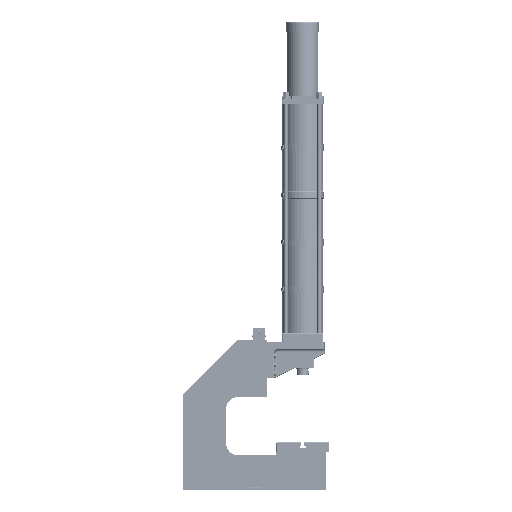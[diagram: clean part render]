
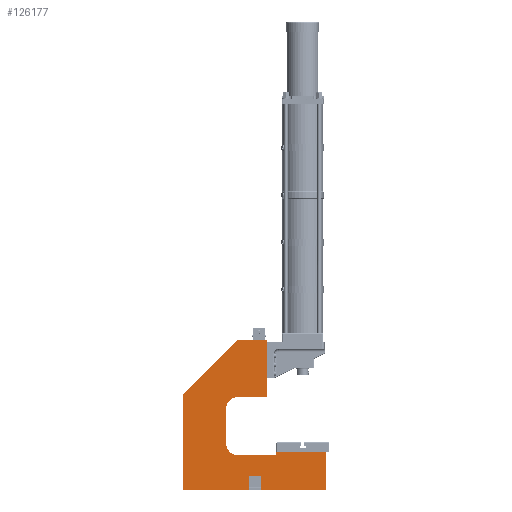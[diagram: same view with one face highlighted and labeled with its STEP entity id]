
A CAD part, left-side view. The second image highlights one B-rep face of the part: STEP entity #126177.
In plain terms, the highlighted face is planar.
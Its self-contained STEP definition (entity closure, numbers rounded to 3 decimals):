
#6434=LINE($,#179533,#18038);
#6560=LINE($,#179895,#18164);
#6664=LINE($,#180151,#18268);
#6671=LINE($,#180176,#18275);
#6677=LINE($,#180187,#18281);
#6678=LINE($,#180190,#18282);
#6679=LINE($,#180191,#18283);
#6680=LINE($,#180193,#18284);
#6681=LINE($,#180197,#18285);
#6682=LINE($,#180201,#18286);
#6683=LINE($,#180205,#18287);
#6684=LINE($,#180206,#18288);
#6685=LINE($,#180208,#18289);
#6686=LINE($,#180210,#18290);
#6687=LINE($,#180211,#18291);
#18038=VECTOR($,#145750,120.);
#18164=VECTOR($,#146050,210.);
#18268=VECTOR($,#146266,60.);
#18275=VECTOR($,#146293,50.);
#18281=VECTOR($,#146305,60.);
#18282=VECTOR($,#146308,275.);
#18283=VECTOR($,#146309,160.);
#18284=VECTOR($,#146310,5.);
#18285=VECTOR($,#146313,150.);
#18286=VECTOR($,#146316,145.);
#18287=VECTOR($,#146319,120.);
#18288=VECTOR($,#146320,240.);
#18289=VECTOR($,#146321,325.269);
#18290=VECTOR($,#146322,400.);
#18291=VECTOR($,#146323,275.);
#31582=PLANE($,#133164);
#37819=FACE_OUTER_BOUND($,#44801,.T.);
#44801=EDGE_LOOP($,(#92709,#92710,#92711,#92712,#92713,#92714,#92715,#92716,
#92717,#92718,#92719,#92720,#92721,#92722,#92723,#92724,#92725,#92726));
#51355=CIRCLE($,#133165,10.);
#51356=CIRCLE($,#133166,50.);
#51357=CIRCLE($,#133167,50.);
#56090=VERTEX_POINT($,#179530);
#56091=VERTEX_POINT($,#179532);
#56202=VERTEX_POINT($,#179888);
#56204=VERTEX_POINT($,#179894);
#56299=VERTEX_POINT($,#180148);
#56300=VERTEX_POINT($,#180150);
#56308=VERTEX_POINT($,#180175);
#56310=VERTEX_POINT($,#180183);
#56311=VERTEX_POINT($,#180189);
#56312=VERTEX_POINT($,#180192);
#56313=VERTEX_POINT($,#180194);
#56314=VERTEX_POINT($,#180196);
#56315=VERTEX_POINT($,#180198);
#56316=VERTEX_POINT($,#180200);
#56317=VERTEX_POINT($,#180202);
#56318=VERTEX_POINT($,#180204);
#56319=VERTEX_POINT($,#180207);
#56320=VERTEX_POINT($,#180209);
#69632=EDGE_CURVE($,#56090,#56091,#6434,.T.);
#69790=EDGE_CURVE($,#56202,#56204,#6560,.T.);
#69919=EDGE_CURVE($,#56300,#56299,#6664,.T.);
#69931=EDGE_CURVE($,#56308,#56300,#6671,.T.);
#69937=EDGE_CURVE($,#56310,#56308,#6677,.T.);
#69938=EDGE_CURVE($,#56311,#56299,#6678,.T.);
#69939=EDGE_CURVE($,#56204,#56311,#6679,.T.);
#69940=EDGE_CURVE($,#56312,#56202,#6680,.T.);
#69941=EDGE_CURVE($,#56313,#56312,#51355,.T.);
#69942=EDGE_CURVE($,#56314,#56313,#6681,.T.);
#69943=EDGE_CURVE($,#56315,#56314,#51356,.T.);
#69944=EDGE_CURVE($,#56316,#56315,#6682,.T.);
#69945=EDGE_CURVE($,#56317,#56316,#51357,.T.);
#69946=EDGE_CURVE($,#56318,#56317,#6683,.T.);
#69947=EDGE_CURVE($,#56091,#56318,#6684,.T.);
#69948=EDGE_CURVE($,#56319,#56090,#6685,.T.);
#69949=EDGE_CURVE($,#56320,#56319,#6686,.T.);
#69950=EDGE_CURVE($,#56310,#56320,#6687,.T.);
#92709=ORIENTED_EDGE($,*,*,#69937,.T.);
#92710=ORIENTED_EDGE($,*,*,#69931,.T.);
#92711=ORIENTED_EDGE($,*,*,#69919,.T.);
#92712=ORIENTED_EDGE($,*,*,#69938,.F.);
#92713=ORIENTED_EDGE($,*,*,#69939,.F.);
#92714=ORIENTED_EDGE($,*,*,#69790,.F.);
#92715=ORIENTED_EDGE($,*,*,#69940,.F.);
#92716=ORIENTED_EDGE($,*,*,#69941,.F.);
#92717=ORIENTED_EDGE($,*,*,#69942,.F.);
#92718=ORIENTED_EDGE($,*,*,#69943,.F.);
#92719=ORIENTED_EDGE($,*,*,#69944,.F.);
#92720=ORIENTED_EDGE($,*,*,#69945,.F.);
#92721=ORIENTED_EDGE($,*,*,#69946,.F.);
#92722=ORIENTED_EDGE($,*,*,#69947,.F.);
#92723=ORIENTED_EDGE($,*,*,#69632,.F.);
#92724=ORIENTED_EDGE($,*,*,#69948,.F.);
#92725=ORIENTED_EDGE($,*,*,#69949,.F.);
#92726=ORIENTED_EDGE($,*,*,#69950,.F.);
#126177=ADVANCED_FACE($,(#37819),#31582,.T.);
#133164=AXIS2_PLACEMENT_3D($,#180188,#146306,#146307);
#133165=AXIS2_PLACEMENT_3D($,#180195,#146311,#146312);
#133166=AXIS2_PLACEMENT_3D($,#180199,#146314,#146315);
#133167=AXIS2_PLACEMENT_3D($,#180203,#146317,#146318);
#145750=DIRECTION($,(1.,0.,0.));
#146050=DIRECTION($,(1.,0.,0.));
#146266=DIRECTION($,(0.,0.,-1.));
#146293=DIRECTION($,(1.,0.,0.));
#146305=DIRECTION($,(0.,0.,1.));
#146306=DIRECTION('center_axis',(0.,-1.,0.));
#146307=DIRECTION('ref_axis',(1.,0.,0.));
#146308=DIRECTION($,(-1.,0.,0.));
#146309=DIRECTION($,(0.,0.,-1.));
#146310=DIRECTION($,(0.,0.,1.));
#146311=DIRECTION('center_axis',(0.,-1.,0.));
#146312=DIRECTION('ref_axis',(0.707,0.,-0.707));
#146313=DIRECTION($,(1.,0.,0.));
#146314=DIRECTION('center_axis',(0.,-1.,0.));
#146315=DIRECTION('ref_axis',(-0.707,0.,-0.707));
#146316=DIRECTION($,(0.,0.,-1.));
#146317=DIRECTION('center_axis',(0.,-1.,0.));
#146318=DIRECTION('ref_axis',(-0.707,0.,0.707));
#146319=DIRECTION($,(-1.,0.,0.));
#146320=DIRECTION($,(0.,0.,-1.));
#146321=DIRECTION($,(0.707,0.,0.707));
#146322=DIRECTION($,(0.,0.,1.));
#146323=DIRECTION($,(-1.,0.,0.));
#179530=CARTESIAN_POINT('',(151.509,0.,500.863));
#179532=CARTESIAN_POINT('',(271.509,0.,500.863));
#179533=CARTESIAN_POINT($,(271.509,0.,500.863));
#179888=CARTESIAN_POINT('',(311.509,0.,30.863));
#179894=CARTESIAN_POINT('',(521.509,0.,30.863));
#179895=CARTESIAN_POINT($,(521.509,0.,30.863));
#180148=CARTESIAN_POINT('',(246.509,0.,-129.137));
#180150=CARTESIAN_POINT('',(246.509,0.,-69.137));
#180151=CARTESIAN_POINT($,(246.509,0.,2.44));
#180175=CARTESIAN_POINT('',(196.509,0.,-69.137));
#180176=CARTESIAN_POINT($,(199.698,0.,-69.137));
#180183=CARTESIAN_POINT('',(196.509,0.,-129.137));
#180187=CARTESIAN_POINT($,(196.509,0.,2.44));
#180188=CARTESIAN_POINT('Origin',(177.887,0.,114.434));
#180189=CARTESIAN_POINT('',(521.509,0.,-129.137));
#180190=CARTESIAN_POINT($,(-78.491,0.,-129.137));
#180191=CARTESIAN_POINT($,(521.509,0.,-129.137));
#180192=CARTESIAN_POINT('',(311.509,0.,25.863));
#180193=CARTESIAN_POINT($,(311.509,0.,30.863));
#180194=CARTESIAN_POINT('',(301.509,0.,15.863));
#180195=CARTESIAN_POINT('Origin',(301.509,0.,25.863));
#180196=CARTESIAN_POINT('',(151.509,0.,15.863));
#180197=CARTESIAN_POINT($,(311.509,0.,15.863));
#180198=CARTESIAN_POINT('',(101.509,0.,65.863));
#180199=CARTESIAN_POINT('Origin',(151.509,0.,65.863));
#180200=CARTESIAN_POINT('',(101.509,0.,210.863));
#180201=CARTESIAN_POINT($,(101.509,0.,15.863));
#180202=CARTESIAN_POINT('',(151.509,0.,260.863));
#180203=CARTESIAN_POINT('Origin',(151.509,0.,210.863));
#180204=CARTESIAN_POINT('',(271.509,0.,260.863));
#180205=CARTESIAN_POINT($,(101.509,0.,260.863));
#180206=CARTESIAN_POINT($,(271.509,0.,260.863));
#180207=CARTESIAN_POINT('',(-78.491,0.,270.863));
#180208=CARTESIAN_POINT($,(151.509,0.,500.863));
#180209=CARTESIAN_POINT('',(-78.491,0.,-129.137));
#180210=CARTESIAN_POINT($,(-78.491,0.,270.863));
#180211=CARTESIAN_POINT($,(-78.491,0.,-129.137));
